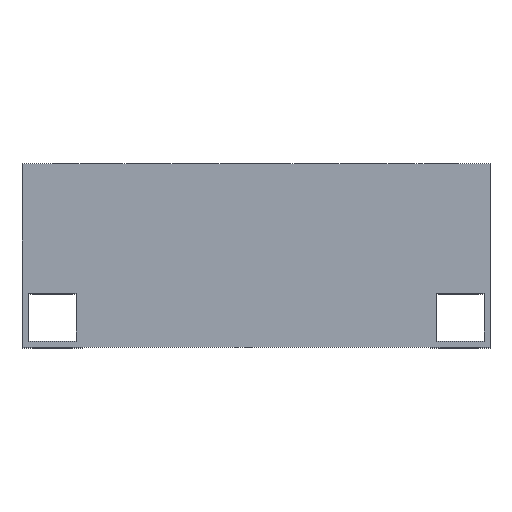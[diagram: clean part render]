
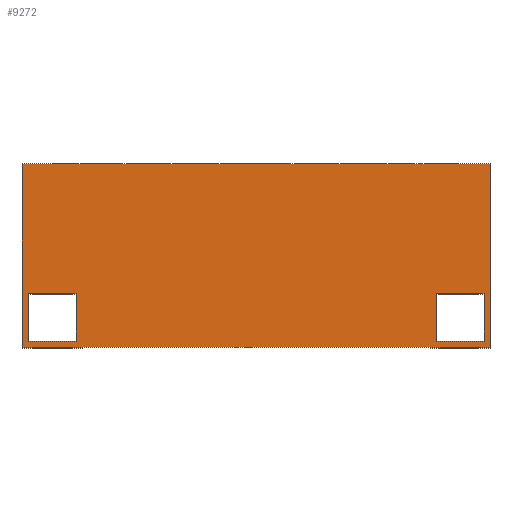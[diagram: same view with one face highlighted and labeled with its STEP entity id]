
A CAD part, top view. The second image highlights one B-rep face of the part: STEP entity #9272.
In plain terms, the highlighted planar face has unit normal (0, 0, 1).
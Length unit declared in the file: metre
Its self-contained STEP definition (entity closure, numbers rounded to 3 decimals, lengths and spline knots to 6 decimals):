
#1739=ORIENTED_EDGE('',*,*,#4478,.T.);
#1740=ORIENTED_EDGE('',*,*,#4395,.F.);
#1741=ORIENTED_EDGE('',*,*,#3884,.F.);
#1742=ORIENTED_EDGE('',*,*,#4239,.T.);
#1743=ORIENTED_EDGE('',*,*,#3663,.T.);
#1744=ORIENTED_EDGE('',*,*,#3550,.T.);
#1745=ORIENTED_EDGE('',*,*,#4273,.F.);
#1746=ORIENTED_EDGE('',*,*,#4105,.F.);
#1747=ORIENTED_EDGE('',*,*,#4434,.T.);
#1748=ORIENTED_EDGE('',*,*,#3610,.T.);
#1749=ORIENTED_EDGE('',*,*,#3716,.F.);
#1750=ORIENTED_EDGE('',*,*,#4103,.F.);
#3550=EDGE_CURVE('',#4950,#4953,#5866,.T.);
#3610=EDGE_CURVE('',#5010,#5013,#5901,.T.);
#3663=EDGE_CURVE('',#5063,#4950,#5931,.T.);
#3716=EDGE_CURVE('',#5115,#5013,#5961,.T.);
#3884=EDGE_CURVE('',#5249,#5250,#6062,.T.);
#4103=EDGE_CURVE('',#5463,#5115,#6180,.T.);
#4105=EDGE_CURVE('',#5063,#5464,#6182,.T.);
#4239=EDGE_CURVE('',#5249,#5594,#6253,.T.);
#4273=EDGE_CURVE('',#5464,#4953,#6271,.T.);
#4395=EDGE_CURVE('',#5250,#5741,#6337,.T.);
#4434=EDGE_CURVE('',#5463,#5010,#6359,.T.);
#4478=EDGE_CURVE('',#5594,#5741,#6381,.T.);
#4950=VERTEX_POINT('',#13474);
#4953=VERTEX_POINT('',#13479);
#5010=VERTEX_POINT('',#13596);
#5013=VERTEX_POINT('',#13601);
#5063=VERTEX_POINT('',#13705);
#5115=VERTEX_POINT('',#13813);
#5249=VERTEX_POINT('',#14173);
#5250=VERTEX_POINT('',#14175);
#5463=VERTEX_POINT('',#14608);
#5464=VERTEX_POINT('',#14612);
#5594=VERTEX_POINT('',#14877);
#5741=VERTEX_POINT('',#15186);
#5866=LINE('',#13480,#6823);
#5901=LINE('',#13602,#6858);
#5931=LINE('',#13708,#6888);
#5961=LINE('',#13814,#6918);
#6062=LINE('',#14174,#7019);
#6180=LINE('',#14609,#7137);
#6182=LINE('',#14611,#7139);
#6253=LINE('',#14878,#7210);
#6271=LINE('',#14944,#7228);
#6337=LINE('',#15185,#7294);
#6359=LINE('',#15261,#7316);
#6381=LINE('',#15349,#7338);
#6823=VECTOR('',#10687,1.);
#6858=VECTOR('',#10776,1.);
#6888=VECTOR('',#10856,1.);
#6918=VECTOR('',#10936,1.);
#7019=VECTOR('',#11231,1.);
#7137=VECTOR('',#11555,1.);
#7139=VECTOR('',#11557,1.);
#7210=VECTOR('',#11758,1.);
#7228=VECTOR('',#11810,1.);
#7294=VECTOR('',#11996,1.);
#7316=VECTOR('',#12054,1.);
#7338=VECTOR('',#12122,1.);
#7932=EDGE_LOOP('',(#1739,#1740,#1741,#1742));
#7933=EDGE_LOOP('',(#1743,#1744,#1745,#1746));
#7934=EDGE_LOOP('',(#1747,#1748,#1749,#1750));
#8547=FACE_BOUND('',#7932,.T.);
#8548=FACE_BOUND('',#7933,.T.);
#8549=FACE_BOUND('',#7934,.T.);
#9012=PLANE('',#10182);
#9272=ADVANCED_FACE('',(#8547,#8548,#8549),#9012,.T.);
#10182=AXIS2_PLACEMENT_3D('',#15348,#12120,#12121);
#10687=DIRECTION('',(1.,0.,0.));
#10776=DIRECTION('',(1.,0.,0.));
#10856=DIRECTION('',(0.,1.,0.));
#10936=DIRECTION('',(0.,1.,0.));
#11231=DIRECTION('',(-1.,0.,0.));
#11555=DIRECTION('',(1.,0.,0.));
#11557=DIRECTION('',(1.,0.,0.));
#11758=DIRECTION('',(0.,1.,0.));
#11810=DIRECTION('',(0.,1.,0.));
#11996=DIRECTION('',(0.,1.,0.));
#12054=DIRECTION('',(0.,1.,0.));
#12120=DIRECTION('',(0.,0.,1.));
#12121=DIRECTION('',(1.,0.,0.));
#12122=DIRECTION('',(-1.,0.,0.));
#13474=CARTESIAN_POINT('',(0.005,-0.0314,0.0764));
#13479=CARTESIAN_POINT('',(0.045,-0.0314,0.0764));
#13480=CARTESIAN_POINT('',(0.05,-0.0314,0.0764));
#13596=CARTESIAN_POINT('',(-0.335,-0.0314,0.0764));
#13601=CARTESIAN_POINT('',(-0.295,-0.0314,0.0764));
#13602=CARTESIAN_POINT('',(0.05,-0.0314,0.0764));
#13705=CARTESIAN_POINT('',(0.005,-0.0714,0.0764));
#13708=CARTESIAN_POINT('',(0.005,0.,0.0764));
#13813=CARTESIAN_POINT('',(-0.295,-0.0714,0.0764));
#13814=CARTESIAN_POINT('',(-0.295,0.,0.0764));
#14173=CARTESIAN_POINT('',(0.05,-0.0764,0.0764));
#14174=CARTESIAN_POINT('',(0.05,-0.0764,0.0764));
#14175=CARTESIAN_POINT('',(-0.34,-0.0764,0.0764));
#14608=CARTESIAN_POINT('',(-0.335,-0.0714,0.0764));
#14609=CARTESIAN_POINT('',(0.05,-0.0714,0.0764));
#14611=CARTESIAN_POINT('',(0.05,-0.0714,0.0764));
#14612=CARTESIAN_POINT('',(0.045,-0.0714,0.0764));
#14877=CARTESIAN_POINT('',(0.05,0.0764,0.0764));
#14878=CARTESIAN_POINT('',(0.05,0.,0.0764));
#14944=CARTESIAN_POINT('',(0.045,0.,0.0764));
#15185=CARTESIAN_POINT('',(-0.34,0.,0.0764));
#15186=CARTESIAN_POINT('',(-0.34,0.0764,0.0764));
#15261=CARTESIAN_POINT('',(-0.335,0.,0.0764));
#15348=CARTESIAN_POINT('',(0.05,0.,0.0764));
#15349=CARTESIAN_POINT('',(0.05,0.0764,0.0764));
